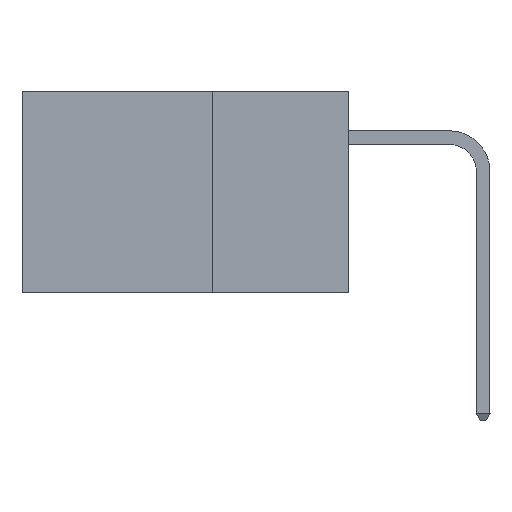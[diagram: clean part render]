
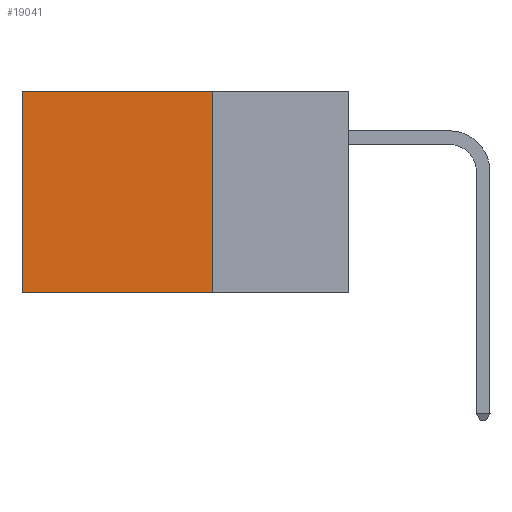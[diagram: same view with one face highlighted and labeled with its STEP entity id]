
A CAD part, left-side view. The second image highlights one B-rep face of the part: STEP entity #19041.
In plain terms, the highlighted planar face has unit normal (-1, 0, 0).
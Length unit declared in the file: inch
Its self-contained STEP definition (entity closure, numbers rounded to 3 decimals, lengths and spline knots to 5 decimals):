
#1545 = LINE ( 'NONE', #17913, #35915 ) ;
#3462 = CARTESIAN_POINT ( 'NONE',  ( 0.2875, 0.25, 0. ) ) ;
#4154 = CARTESIAN_POINT ( 'NONE',  ( 0.2875, 0.6, 0. ) ) ;
#4968 = VERTEX_POINT ( 'NONE', #5832 ) ;
#5832 = CARTESIAN_POINT ( 'NONE',  ( 0.2875, 0.25, -0.37 ) ) ;
#6930 = EDGE_CURVE ( 'NONE', #46428, #47038, #1545, .T. ) ;
#8600 = CARTESIAN_POINT ( 'NONE',  ( 0.2875, 0.25, 0. ) ) ;
#9724 = DIRECTION ( 'NONE',  ( 0., 1., 0. ) ) ;
#10132 = LINE ( 'NONE', #25746, #19050 ) ;
#11930 = EDGE_CURVE ( 'NONE', #4968, #18289, #47116, .T. ) ;
#13570 = EDGE_CURVE ( 'NONE', #47038, #18289, #29630, .T. ) ;
#14262 = DIRECTION ( 'NONE',  ( 0., 0., -1. ) ) ;
#15091 = DIRECTION ( 'NONE',  ( 0., 1., 0. ) ) ;
#17175 = ORIENTED_EDGE ( 'NONE', *, *, #11930, .F. ) ;
#17913 = CARTESIAN_POINT ( 'NONE',  ( 0.2875, 0.25, 0. ) ) ;
#18289 = VERTEX_POINT ( 'NONE', #40977 ) ;
#19041 = ADVANCED_FACE ( 'NONE', ( #24474 ), #43727, .F. ) ;
#19050 = VECTOR ( 'NONE', #33688, 39.37008 ) ;
#24220 = DIRECTION ( 'NONE',  ( 0., 0., -1. ) ) ;
#24474 = FACE_OUTER_BOUND ( 'NONE', #26417, .T. ) ;
#25746 = CARTESIAN_POINT ( 'NONE',  ( 0.2875, 0.25, 0. ) ) ;
#26417 = EDGE_LOOP ( 'NONE', ( #43409, #17175, #30942, #27632 ) ) ;
#27632 = ORIENTED_EDGE ( 'NONE', *, *, #6930, .T. ) ;
#29630 = LINE ( 'NONE', #41690, #41135 ) ;
#30715 = CARTESIAN_POINT ( 'NONE',  ( 0.2875, 0.25, -0.37 ) ) ;
#30942 = ORIENTED_EDGE ( 'NONE', *, *, #39838, .F. ) ;
#33688 = DIRECTION ( 'NONE',  ( 0., 0., -1. ) ) ;
#35915 = VECTOR ( 'NONE', #9724, 39.37008 ) ;
#37430 = AXIS2_PLACEMENT_3D ( 'NONE', #8600, #44219, #24220 ) ;
#39838 = EDGE_CURVE ( 'NONE', #46428, #4968, #10132, .T. ) ;
#40977 = CARTESIAN_POINT ( 'NONE',  ( 0.2875, 0.6, -0.37 ) ) ;
#41135 = VECTOR ( 'NONE', #14262, 39.37008 ) ;
#41690 = CARTESIAN_POINT ( 'NONE',  ( 0.2875, 0.6, 0. ) ) ;
#43409 = ORIENTED_EDGE ( 'NONE', *, *, #13570, .T. ) ;
#43727 = PLANE ( 'NONE',  #37430 ) ;
#44219 = DIRECTION ( 'NONE',  ( 1., 0., 0. ) ) ;
#46428 = VERTEX_POINT ( 'NONE', #3462 ) ;
#47038 = VERTEX_POINT ( 'NONE', #4154 ) ;
#47116 = LINE ( 'NONE', #30715, #50128 ) ;
#50128 = VECTOR ( 'NONE', #15091, 39.37008 ) ;
